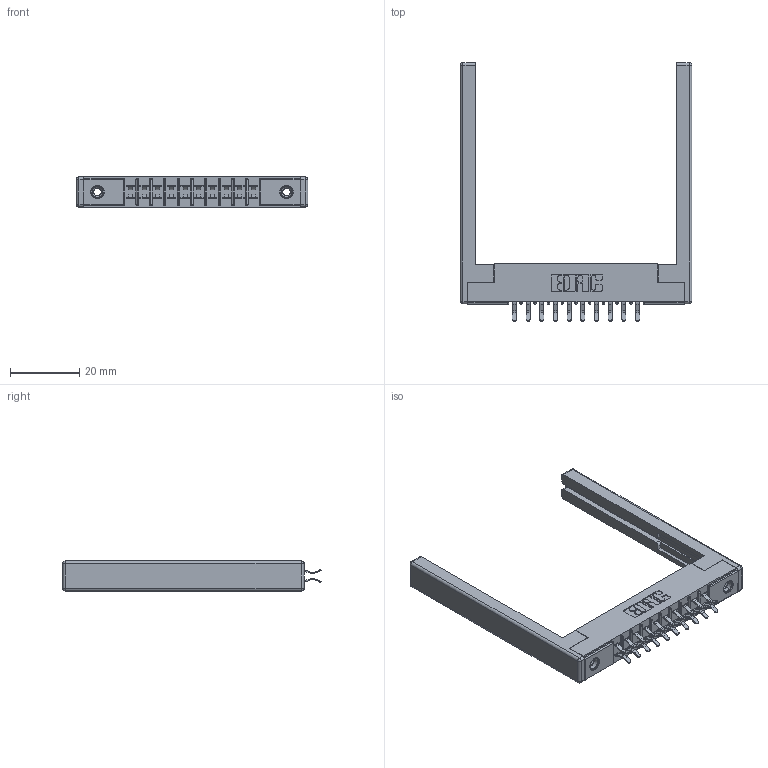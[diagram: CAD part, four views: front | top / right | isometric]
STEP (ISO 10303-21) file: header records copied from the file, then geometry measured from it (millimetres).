
FILE_DESCRIPTION (( 'STEP AP203' ), '1' );
FILE_NAME ('305-020-556-268.STEP', '2019-09-09T13:22:55', ( '' ), ( '' ), 'SwSTEP 2.0', 'SolidWorks 2016', '' );
FILE_SCHEMA (( 'CONFIG_CONTROL_DESIGN' ));
Length unit declared in the file: inch
Products named in the file (5): 307-220-068; 305-020-556-268; 305 Part_.156 Dia; 345-250-001_345-250-001-102; 305-290-001_556
Assembly tree (25 placements, depth 2):
  305-020-556-268
    305 Part_.156 Dia
    305-290-001_556  x20
    345-250-001_345-250-001-102  x2
    307-220-068  x2
Bounding box: 67.06 x 74.93 x 8.71 mm (x, y, z)
Volume: 8790.2 mm3; surface area: 11306.8 mm2
Topology: 25 solids, 25 shells, 1390 faces, 3936 edges, 2548 vertices
Faces by surface type: plane 776, cylinder 550, sphere 48, cone 12, torus 4
Entity records: 17704 total; most frequent: CARTESIAN_POINT 2905, ORIENTED_EDGE 2870, DIRECTION 2859, EDGE_CURVE 1435, VECTOR 1111, LINE 1111, VERTEX_POINT 920, AXIS2_PLACEMENT_3D 874
